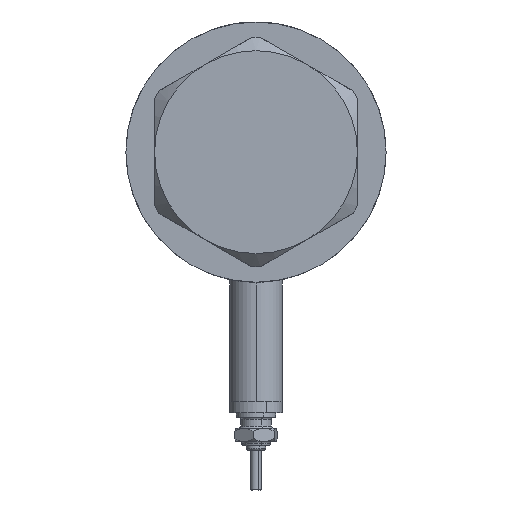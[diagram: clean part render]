
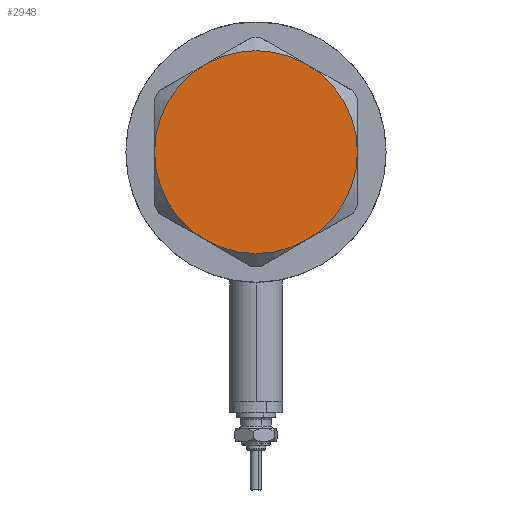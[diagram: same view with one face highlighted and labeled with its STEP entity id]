
A CAD part, left-side view. The second image highlights one B-rep face of the part: STEP entity #2948.
In plain terms, the highlighted face is planar.
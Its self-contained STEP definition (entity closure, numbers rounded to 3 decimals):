
#35 = CARTESIAN_POINT ( 'NONE',  ( -23., 0., 13. ) ) ;
#353 = VERTEX_POINT ( 'NONE', #2391 ) ;
#469 = FACE_OUTER_BOUND ( 'NONE', #2668, .T. ) ;
#508 = EDGE_CURVE ( 'NONE', #4389, #658, #1971, .T. ) ;
#608 = DIRECTION ( 'NONE',  ( 0., 0., 1. ) ) ;
#658 = VERTEX_POINT ( 'NONE', #966 ) ;
#864 = EDGE_CURVE ( 'NONE', #2295, #4389, #5705, .T. ) ;
#936 = CIRCLE ( 'NONE', #3270, 23. ) ;
#966 = CARTESIAN_POINT ( 'NONE',  ( 11.5, -19.919, 13. ) ) ;
#1044 = DIRECTION ( 'NONE',  ( 1., 0., 0. ) ) ;
#1086 = CARTESIAN_POINT ( 'NONE',  ( 0., 0., 13. ) ) ;
#1199 = AXIS2_PLACEMENT_3D ( 'NONE', #3187, #1826, #1290 ) ;
#1223 = CARTESIAN_POINT ( 'NONE',  ( -11.5, -19.919, 13. ) ) ;
#1290 = DIRECTION ( 'NONE',  ( 1., 0., 0. ) ) ;
#1476 = CARTESIAN_POINT ( 'NONE',  ( 11.5, 19.919, 13. ) ) ;
#1494 = DIRECTION ( 'NONE',  ( 1., 0., 0. ) ) ;
#1556 = EDGE_CURVE ( 'NONE', #3852, #2295, #4960, .T. ) ;
#1761 = DIRECTION ( 'NONE',  ( 1., 0., 0. ) ) ;
#1806 = ORIENTED_EDGE ( 'NONE', *, *, #1556, .T. ) ;
#1826 = DIRECTION ( 'NONE',  ( 0., 0., 1. ) ) ;
#1938 = CARTESIAN_POINT ( 'NONE',  ( 0., 0., 13. ) ) ;
#1971 = CIRCLE ( 'NONE', #3907, 23. ) ;
#2295 = VERTEX_POINT ( 'NONE', #35 ) ;
#2391 = CARTESIAN_POINT ( 'NONE',  ( 23., 0., 13. ) ) ;
#2489 = DIRECTION ( 'NONE',  ( 0., 0., 1. ) ) ;
#2568 = DIRECTION ( 'NONE',  ( 1., 0., 0. ) ) ;
#2668 = EDGE_LOOP ( 'NONE', ( #4537, #2889, #5687, #1806, #3049, #3258 ) ) ;
#2869 = CARTESIAN_POINT ( 'NONE',  ( 0., 0., 13. ) ) ;
#2889 = ORIENTED_EDGE ( 'NONE', *, *, #3296, .T. ) ;
#2948 = ADVANCED_FACE ( 'NONE', ( #469 ), #4130, .T. ) ;
#3049 = ORIENTED_EDGE ( 'NONE', *, *, #864, .T. ) ;
#3073 = AXIS2_PLACEMENT_3D ( 'NONE', #4046, #5851, #1761 ) ;
#3074 = CARTESIAN_POINT ( 'NONE',  ( 0., 0., 13. ) ) ;
#3187 = CARTESIAN_POINT ( 'NONE',  ( 0., 0., 13. ) ) ;
#3188 = CARTESIAN_POINT ( 'NONE',  ( -11.5, 19.919, 13. ) ) ;
#3258 = ORIENTED_EDGE ( 'NONE', *, *, #508, .T. ) ;
#3270 = AXIS2_PLACEMENT_3D ( 'NONE', #1938, #2489, #1494 ) ;
#3296 = EDGE_CURVE ( 'NONE', #353, #4743, #936, .T. ) ;
#3852 = VERTEX_POINT ( 'NONE', #3188 ) ;
#3907 = AXIS2_PLACEMENT_3D ( 'NONE', #2869, #608, #1044 ) ;
#3987 = AXIS2_PLACEMENT_3D ( 'NONE', #3074, #5244, #2568 ) ;
#4046 = CARTESIAN_POINT ( 'NONE',  ( 0., 0., 13. ) ) ;
#4104 = DIRECTION ( 'NONE',  ( 1., 0., 0. ) ) ;
#4130 = PLANE ( 'NONE',  #3073 ) ;
#4142 = EDGE_CURVE ( 'NONE', #658, #353, #5781, .T. ) ;
#4285 = DIRECTION ( 'NONE',  ( 1., 0., 0. ) ) ;
#4389 = VERTEX_POINT ( 'NONE', #1223 ) ;
#4537 = ORIENTED_EDGE ( 'NONE', *, *, #4142, .T. ) ;
#4540 = EDGE_CURVE ( 'NONE', #4743, #3852, #4544, .T. ) ;
#4544 = CIRCLE ( 'NONE', #4643, 23. ) ;
#4643 = AXIS2_PLACEMENT_3D ( 'NONE', #1086, #5184, #4285 ) ;
#4743 = VERTEX_POINT ( 'NONE', #1476 ) ;
#4960 = CIRCLE ( 'NONE', #5433, 23. ) ;
#5184 = DIRECTION ( 'NONE',  ( 0., 0., 1. ) ) ;
#5244 = DIRECTION ( 'NONE',  ( 0., 0., 1. ) ) ;
#5433 = AXIS2_PLACEMENT_3D ( 'NONE', #5445, #5491, #4104 ) ;
#5445 = CARTESIAN_POINT ( 'NONE',  ( 0., 0., 13. ) ) ;
#5491 = DIRECTION ( 'NONE',  ( 0., 0., 1. ) ) ;
#5687 = ORIENTED_EDGE ( 'NONE', *, *, #4540, .T. ) ;
#5705 = CIRCLE ( 'NONE', #1199, 23. ) ;
#5781 = CIRCLE ( 'NONE', #3987, 23. ) ;
#5851 = DIRECTION ( 'NONE',  ( 0., 0., 1. ) ) ;
